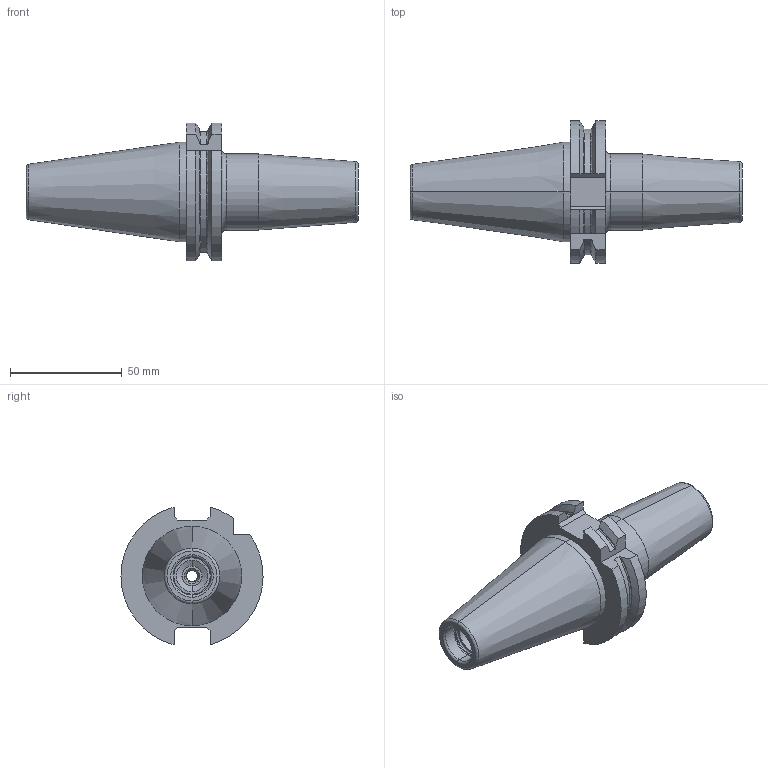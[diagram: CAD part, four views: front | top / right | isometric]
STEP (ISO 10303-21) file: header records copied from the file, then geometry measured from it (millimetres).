
FILE_DESCRIPTION (( 'STEP AP203' ), '1' );
FILE_NAME ('72-060-500-470_Kunde.step', '2013-01-09T11:33:54', ( '' ), ( '' ), 'SwSTEP 2.0', 'SolidWorks 2012', '' );
FILE_SCHEMA (( 'CONFIG_CONTROL_DESIGN' ));
Length unit declared in the file: millimetre
Products named in the file (3): 72-060-500-470_Kunde; GS-WN-10x1-20; 72-060-500-470_0
Assembly tree (2 placements, depth 2):
  72-060-500-470_Kunde
    72-060-500-470_0
    GS-WN-10x1-20
Bounding box: 148.4 x 63.54 x 61.48 mm (x, y, z)
Volume: 140988.8 mm3; surface area: 29529.2 mm2
Topology: 2 solids, 2 shells, 136 faces, 325 edges, 197 vertices
Faces by surface type: plane 52, cylinder 36, cone 30, torus 18
Entity records: 4385 total; most frequent: CARTESIAN_POINT 895, DIRECTION 706, ORIENTED_EDGE 650, EDGE_CURVE 325, AXIS2_PLACEMENT_3D 276, VERTEX_POINT 197, VECTOR 154, LINE 154
